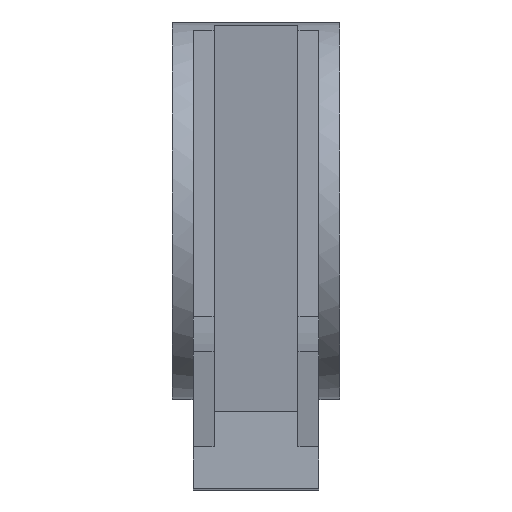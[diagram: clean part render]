
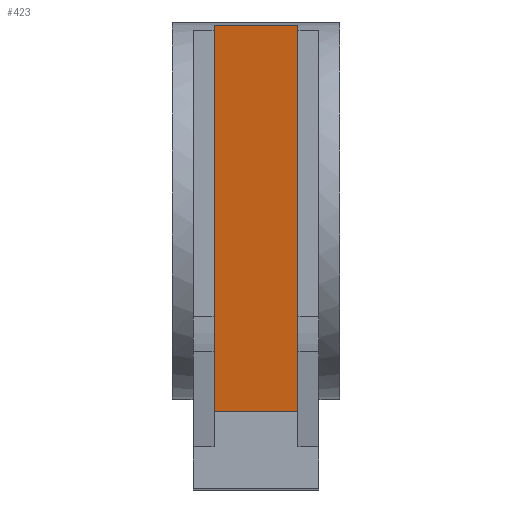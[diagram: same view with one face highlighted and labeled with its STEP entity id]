
A CAD part, top view. The second image highlights one B-rep face of the part: STEP entity #423.
In plain terms, the highlighted planar face has unit normal (0, 0.983, 0.182).
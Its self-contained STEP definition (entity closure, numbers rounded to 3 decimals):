
#28=PLANE('',#471);
#45=FACE_OUTER_BOUND('',#70,.T.);
#70=EDGE_LOOP('',(#329,#330,#331,#332));
#109=LINE('',#690,#147);
#110=LINE('',#694,#148);
#111=LINE('',#696,#149);
#112=LINE('',#697,#150);
#147=VECTOR('',#555,10.);
#148=VECTOR('',#560,10.);
#149=VECTOR('',#561,10.);
#150=VECTOR('',#562,10.);
#212=VERTEX_POINT('',#687);
#213=VERTEX_POINT('',#689);
#214=VERTEX_POINT('',#693);
#215=VERTEX_POINT('',#695);
#258=EDGE_CURVE('',#212,#213,#109,.T.);
#260=EDGE_CURVE('',#212,#214,#110,.T.);
#261=EDGE_CURVE('',#215,#214,#111,.T.);
#262=EDGE_CURVE('',#213,#215,#112,.T.);
#329=ORIENTED_EDGE('',*,*,#260,.T.);
#330=ORIENTED_EDGE('',*,*,#261,.F.);
#331=ORIENTED_EDGE('',*,*,#262,.F.);
#332=ORIENTED_EDGE('',*,*,#258,.F.);
#423=ADVANCED_FACE('',(#45),#28,.T.);
#471=AXIS2_PLACEMENT_3D('',#692,#558,#559);
#555=DIRECTION('',(0.,0.182,-0.983));
#558=DIRECTION('center_axis',(0.,0.983,0.182));
#559=DIRECTION('ref_axis',(0.,-0.182,0.983));
#560=DIRECTION('',(1.,0.,0.));
#561=DIRECTION('',(0.,-0.182,0.983));
#562=DIRECTION('',(1.,0.,0.));
#687=CARTESIAN_POINT('',(-5.,-24.378,255.));
#689=CARTESIAN_POINT('',(-5.,22.123,4.1));
#690=CARTESIAN_POINT('',(-5.,-24.378,255.));
#692=CARTESIAN_POINT('Origin',(0.,22.123,4.1));
#693=CARTESIAN_POINT('',(5.,-24.378,255.));
#694=CARTESIAN_POINT('',(0.,-24.378,255.));
#695=CARTESIAN_POINT('',(5.,22.123,4.1));
#696=CARTESIAN_POINT('',(5.,-24.378,255.));
#697=CARTESIAN_POINT('',(0.,22.123,4.1));
